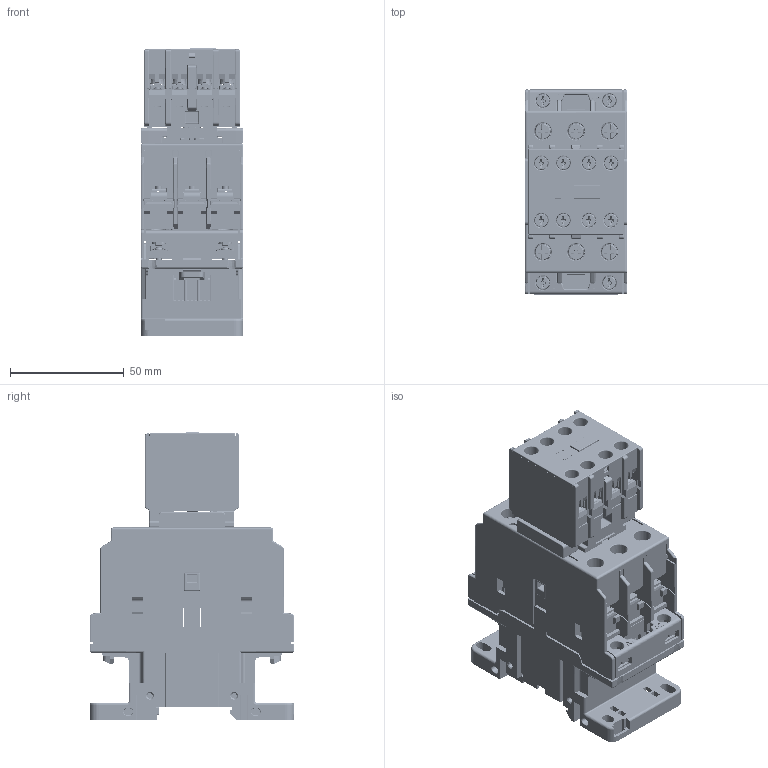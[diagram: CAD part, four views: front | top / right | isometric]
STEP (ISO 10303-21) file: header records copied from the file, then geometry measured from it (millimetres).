
FILE_DESCRIPTION(/* description */ (''),/* implementation_level */ '2;1');
FILE_NAME(/* name */ 'FILE_STP_CAD_DRAWING_3D_BFS26-38AC_prt.stp',/* time_stamp */ '2024-07-19T08:42:51+02:00',/* author */ (''),/* organization */ (''),/* preprocessor_version */ 'ST-DEVELOPER v16.7',/* originating_system */ 'SIEMENS PLM Software NX 12.0',/* authorisation */ '');
FILE_SCHEMA (('AUTOMOTIVE_DESIGN { 1 0 10303 214 3 1 1 1 }'));
Products named in the file (1): 3D_BFS26-38AC
Bounding box: 45 x 90 x 126.3 mm (x, y, z)
Surface area: 99970.3 mm2 (no closed solid volume)
Topology: 0 solids, 270 shells, 4880 faces, 20339 edges, 15337 vertices
Faces by surface type: plane 2669, cylinder 1673, torus 173, bspline 143, cone 122, sphere 98, extrusion 2
Full cylindrical faces by diameter (mm): 2 x1, 2.2 x8, 2.3 x8, 2.4 x7, 2.459 x4, 2.5 x5, 2.8 x2, 2.85 x4, 3 x24, 3.04 x8, 3.4 x4, 3.48 x4, 3.5 x6, 3.8 x4, 4.2 x2, 6.2 x12, 7.5 x6
Entity records: 216918 total; most frequent: CARTESIAN_POINT 50866, DIRECTION 33864, ORIENTED_EDGE 29904, EDGE_CURVE 19976, VERTEX_POINT 15276, VECTOR 13864, LINE 13862, AXIS2_PLACEMENT_3D 10000
